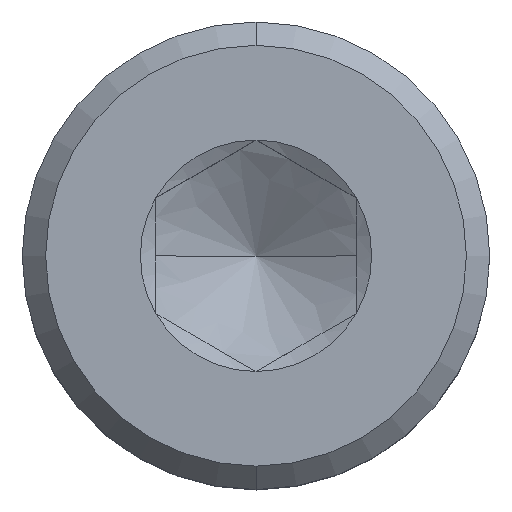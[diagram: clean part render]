
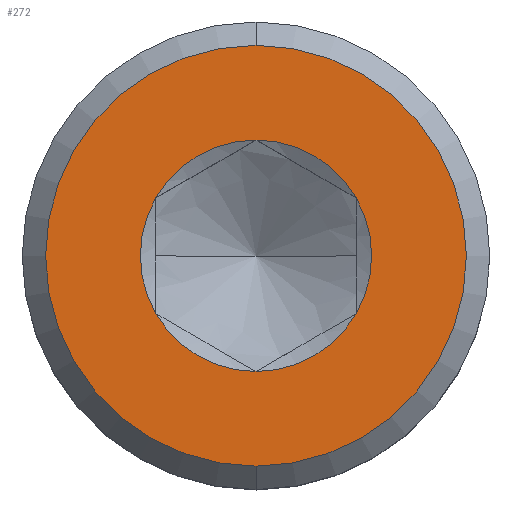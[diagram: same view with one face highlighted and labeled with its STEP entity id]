
A CAD part, top view. The second image highlights one B-rep face of the part: STEP entity #272.
In plain terms, the highlighted planar face has unit normal (0, 0, 1).
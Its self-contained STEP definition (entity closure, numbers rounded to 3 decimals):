
#15 = CARTESIAN_POINT ( 'NONE',  ( 0., -3.15, 4. ) ) ;
#17 = CARTESIAN_POINT ( 'NONE',  ( 0., 3.15, 4. ) ) ;
#18 = AXIS2_PLACEMENT_3D ( 'NONE', #22, #21, #20 ) ;
#19 = CIRCLE ( 'NONE', #18, 3.15 ) ;
#20 = DIRECTION ( 'NONE',  ( 0., 1., 0. ) ) ;
#21 = DIRECTION ( 'NONE',  ( 0., 0., 1. ) ) ;
#22 = CARTESIAN_POINT ( 'NONE',  ( 0., 0., 4. ) ) ;
#32 = PLANE ( 'NONE',  #49 ) ;
#49 = AXIS2_PLACEMENT_3D ( 'NONE', #55, #54, #63 ) ;
#54 = DIRECTION ( 'NONE',  ( 0., 0., -1. ) ) ;
#55 = CARTESIAN_POINT ( 'NONE',  ( 0., 3.5, 4. ) ) ;
#63 = DIRECTION ( 'NONE',  ( 0., 1., 0. ) ) ;
#76 = FACE_BOUND ( 'NONE', #341, .T. ) ;
#77 = FACE_OUTER_BOUND ( 'NONE', #347, .T. ) ;
#85 = CIRCLE ( 'NONE', #92, 3.15 ) ;
#89 = DIRECTION ( 'NONE',  ( 0., 1., 0. ) ) ;
#90 = DIRECTION ( 'NONE',  ( 0., 0., 1. ) ) ;
#91 = CARTESIAN_POINT ( 'NONE',  ( 0., 0., 4. ) ) ;
#92 = AXIS2_PLACEMENT_3D ( 'NONE', #91, #90, #89 ) ;
#117 = DIRECTION ( 'NONE',  ( 0., 1., 0. ) ) ;
#118 = DIRECTION ( 'NONE',  ( 0., 0., 1. ) ) ;
#119 = CARTESIAN_POINT ( 'NONE',  ( 0., 0., 4. ) ) ;
#120 = AXIS2_PLACEMENT_3D ( 'NONE', #119, #118, #117 ) ;
#121 = CIRCLE ( 'NONE', #120, 1.732 ) ;
#129 = CARTESIAN_POINT ( 'NONE',  ( 1.5, -0.866, 4. ) ) ;
#269 = EDGE_CURVE ( 'NONE', #289, #288, #85, .T. ) ;
#271 = ORIENTED_EDGE ( 'NONE', *, *, #269, .T. ) ;
#272 = ADVANCED_FACE ( 'NONE', ( #77, #76 ), #32, .F. ) ;
#276 = EDGE_CURVE ( 'NONE', #339, #330, #121, .T. ) ;
#277 = VERTEX_POINT ( 'NONE', #129 ) ;
#287 = EDGE_CURVE ( 'NONE', #288, #289, #19, .T. ) ;
#288 = VERTEX_POINT ( 'NONE', #15 ) ;
#289 = VERTEX_POINT ( 'NONE', #17 ) ;
#327 = VERTEX_POINT ( 'NONE', #531 ) ;
#328 = ORIENTED_EDGE ( 'NONE', *, *, #335, .F. ) ;
#330 = VERTEX_POINT ( 'NONE', #530 ) ;
#331 = ORIENTED_EDGE ( 'NONE', *, *, #332, .F. ) ;
#332 = EDGE_CURVE ( 'NONE', #330, #327, #529, .T. ) ;
#334 = ORIENTED_EDGE ( 'NONE', *, *, #276, .F. ) ;
#335 = EDGE_CURVE ( 'NONE', #327, #277, #520, .T. ) ;
#336 = ORIENTED_EDGE ( 'NONE', *, *, #337, .F. ) ;
#337 = EDGE_CURVE ( 'NONE', #277, #340, #515, .T. ) ;
#338 = EDGE_CURVE ( 'NONE', #343, #339, #510, .T. ) ;
#339 = VERTEX_POINT ( 'NONE', #505 ) ;
#340 = VERTEX_POINT ( 'NONE', #504 ) ;
#341 = EDGE_LOOP ( 'NONE', ( #342, #344, #336, #328, #331, #334 ) ) ;
#342 = ORIENTED_EDGE ( 'NONE', *, *, #338, .F. ) ;
#343 = VERTEX_POINT ( 'NONE', #557 ) ;
#344 = ORIENTED_EDGE ( 'NONE', *, *, #345, .F. ) ;
#345 = EDGE_CURVE ( 'NONE', #340, #343, #556, .T. ) ;
#346 = ORIENTED_EDGE ( 'NONE', *, *, #287, .T. ) ;
#347 = EDGE_LOOP ( 'NONE', ( #271, #346 ) ) ;
#504 = CARTESIAN_POINT ( 'NONE',  ( 1.5, 0.866, 4. ) ) ;
#505 = CARTESIAN_POINT ( 'NONE',  ( -1.5, 0.866, 4. ) ) ;
#506 = DIRECTION ( 'NONE',  ( 0., 1., 0. ) ) ;
#507 = DIRECTION ( 'NONE',  ( 0., 0., 1. ) ) ;
#508 = CARTESIAN_POINT ( 'NONE',  ( 0., 0., 4. ) ) ;
#509 = AXIS2_PLACEMENT_3D ( 'NONE', #508, #507, #506 ) ;
#510 = CIRCLE ( 'NONE', #509, 1.732 ) ;
#511 = DIRECTION ( 'NONE',  ( 0., 1., 0. ) ) ;
#512 = DIRECTION ( 'NONE',  ( 0., 0., 1. ) ) ;
#513 = CARTESIAN_POINT ( 'NONE',  ( 0., 0., 4. ) ) ;
#514 = AXIS2_PLACEMENT_3D ( 'NONE', #513, #512, #511 ) ;
#515 = CIRCLE ( 'NONE', #514, 1.732 ) ;
#516 = DIRECTION ( 'NONE',  ( 0., 1., 0. ) ) ;
#517 = DIRECTION ( 'NONE',  ( 0., 0., 1. ) ) ;
#518 = CARTESIAN_POINT ( 'NONE',  ( 0., 0., 4. ) ) ;
#519 = AXIS2_PLACEMENT_3D ( 'NONE', #518, #517, #516 ) ;
#520 = CIRCLE ( 'NONE', #519, 1.732 ) ;
#525 = DIRECTION ( 'NONE',  ( 0., 1., 0. ) ) ;
#526 = DIRECTION ( 'NONE',  ( 0., 0., 1. ) ) ;
#527 = CARTESIAN_POINT ( 'NONE',  ( 0., 0., 4. ) ) ;
#528 = AXIS2_PLACEMENT_3D ( 'NONE', #527, #526, #525 ) ;
#529 = CIRCLE ( 'NONE', #528, 1.732 ) ;
#530 = CARTESIAN_POINT ( 'NONE',  ( -1.5, -0.866, 4. ) ) ;
#531 = CARTESIAN_POINT ( 'NONE',  ( 0., -1.732, 4. ) ) ;
#552 = DIRECTION ( 'NONE',  ( 0., 1., 0. ) ) ;
#553 = DIRECTION ( 'NONE',  ( 0., 0., 1. ) ) ;
#554 = CARTESIAN_POINT ( 'NONE',  ( 0., 0., 4. ) ) ;
#555 = AXIS2_PLACEMENT_3D ( 'NONE', #554, #553, #552 ) ;
#556 = CIRCLE ( 'NONE', #555, 1.732 ) ;
#557 = CARTESIAN_POINT ( 'NONE',  ( 0., 1.732, 4. ) ) ;
